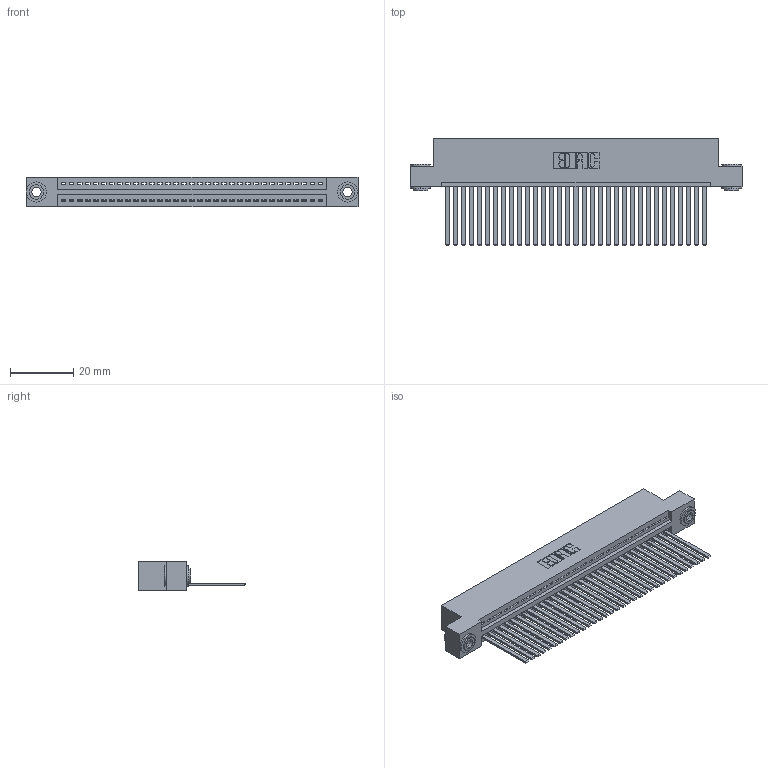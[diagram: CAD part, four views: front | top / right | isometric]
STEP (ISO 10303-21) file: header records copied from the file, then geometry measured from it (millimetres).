
FILE_DESCRIPTION (( 'STEP AP203' ), '1' );
FILE_NAME ('395-033-544-103.STEP', '2018-11-13T03:50:04', ( '' ), ( '' ), 'SwSTEP 2.0', 'SolidWorks 2016', '' );
FILE_SCHEMA (( 'CONFIG_CONTROL_DESIGN' ));
Length unit declared in the file: inch
Products named in the file (4): 395-033-544-103; 345-292-001_345-293-144; 345-250-002_345-250-002-102; 345 Part_Flush Mounting Lugs - 0.156 Dia-TH
Assembly tree (36 placements, depth 2):
  395-033-544-103
    345 Part_Flush Mounting Lugs - 0.156 Dia-TH
    345-292-001_345-293-144  x33
    345-250-002_345-250-002-102  x2
Bounding box: 105.03 x 33.96 x 9.4 mm (x, y, z)
Volume: 10303.6 mm3; surface area: 14932.1 mm2
Topology: 36 solids, 36 shells, 1880 faces, 5631 edges, 3706 vertices
Faces by surface type: plane 1278, cylinder 594, cone 8
Entity records: 26514 total; most frequent: CARTESIAN_POINT 4570, ORIENTED_EDGE 4530, DIRECTION 4033, EDGE_CURVE 2265, LINE 1981, VECTOR 1981, VERTEX_POINT 1506, AXIS2_PLACEMENT_3D 1026
